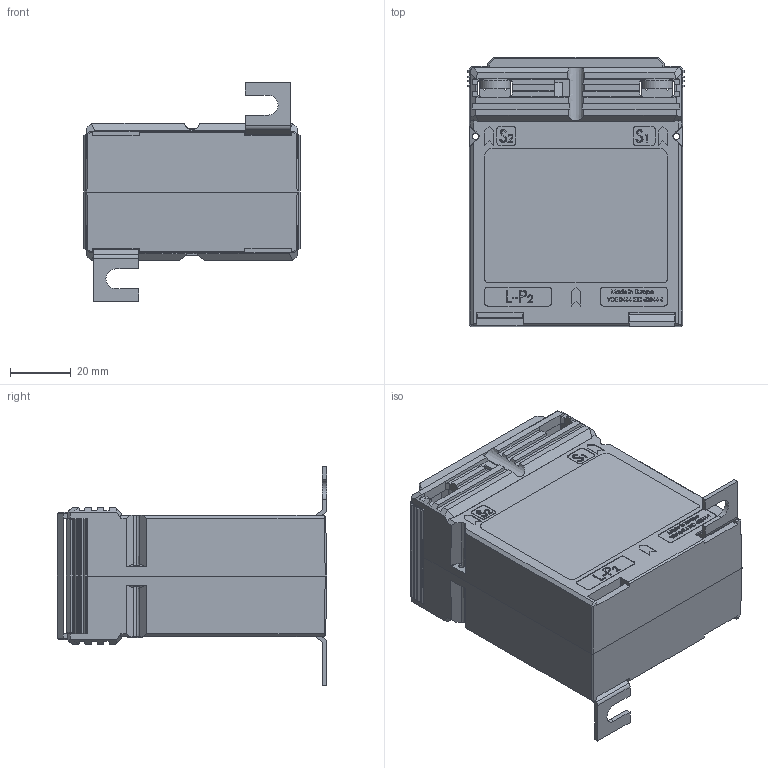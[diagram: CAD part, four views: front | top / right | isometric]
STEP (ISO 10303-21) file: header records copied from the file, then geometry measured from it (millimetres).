
FILE_DESCRIPTION (( 'STEP AP214' ), '1' );
FILE_NAME ('WSK40_kpl.STEP', '2012-01-16T08:57:36', ( ' ' ), ( '' ), 'SwSTEP 2.0', 'SolidWorks 2010', '' );
FILE_SCHEMA (( 'AUTOMOTIVE_DESIGN' ));
Length unit declared in the file: millimetre
Products named in the file (8): Verschlussklappe_38mm; Fusswinkel_1,5; MBS_WN-003_04_Klemme_WN-003_02; Linsenschraube DIN 7985 4.8 VZ M 5 x 10; Plombierplatte_D; WSK40_kpl; WSK40; WSK40_Gehäuseoberteil
Assembly tree (13 placements, depth 2):
  WSK40_kpl
    Verschlussklappe_38mm  x2
    Linsenschraube DIN 7985 4.8 VZ M 5 x 10  x4
    Fusswinkel_1,5  x2
    WSK40
    WSK40_Gehäuseoberteil
    Plombierplatte_D
    MBS_WN-003_04_Klemme_WN-003_02  x2
Bounding box: 71 x 88.5 x 72 mm (x, y, z)
Volume: 231041.2 mm3; surface area: 55606.3 mm2
Topology: 13 solids, 13 shells, 1802 faces, 4717 edges, 3064 vertices
Faces by surface type: plane 1303, bspline 330, cylinder 100, cone 45, sphere 16, torus 8
Entity records: 66677 total; most frequent: CARTESIAN_POINT 29205, ORIENTED_EDGE 8414, DIRECTION 6185, EDGE_CURVE 4207, LINE 3269, VECTOR 3269, VERTEX_POINT 2766, EDGE_LOOP 1725
